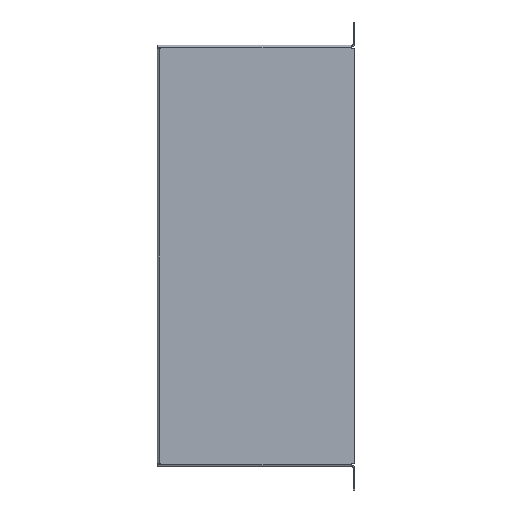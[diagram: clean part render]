
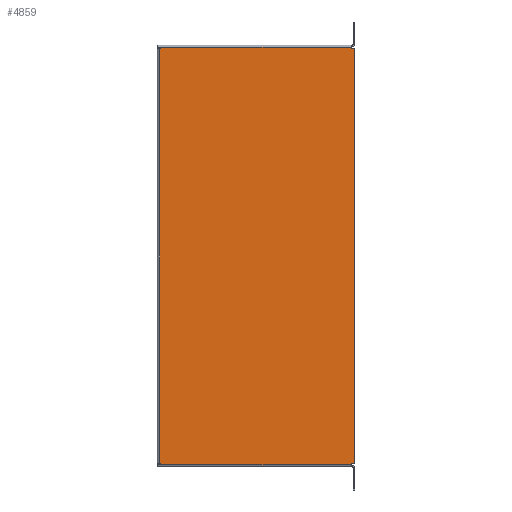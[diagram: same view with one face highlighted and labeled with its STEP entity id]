
A CAD part, front view. The second image highlights one B-rep face of the part: STEP entity #4859.
In plain terms, the highlighted planar face has unit normal (0, -1, 0).
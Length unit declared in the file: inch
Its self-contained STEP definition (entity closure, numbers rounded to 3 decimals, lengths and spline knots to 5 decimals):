
#13 = LINE ( 'NONE', #6846, #4463 ) ;
#84 = VECTOR ( 'NONE', #3445, 39.37008 ) ;
#130 = EDGE_CURVE ( 'NONE', #9485, #4861, #9332, .T. ) ;
#179 = CARTESIAN_POINT ( 'NONE',  ( 0., 0., 8.471 ) ) ;
#267 = VECTOR ( 'NONE', #1190, 39.37008 ) ;
#299 = LINE ( 'NONE', #4979, #1485 ) ;
#300 = DIRECTION ( 'NONE',  ( -1., 0., 0. ) ) ;
#374 = DIRECTION ( 'NONE',  ( 1., 0., 0. ) ) ;
#389 = DIRECTION ( 'NONE',  ( -1., 0., 0. ) ) ;
#390 = CARTESIAN_POINT ( 'NONE',  ( 0.119, 0., -8.42 ) ) ;
#422 = DIRECTION ( 'NONE',  ( -1., 0., 0. ) ) ;
#472 = CARTESIAN_POINT ( 'NONE',  ( 8., 0., 8.45 ) ) ;
#489 = ORIENTED_EDGE ( 'NONE', *, *, #6420, .T. ) ;
#650 = VERTEX_POINT ( 'NONE', #777 ) ;
#676 = VECTOR ( 'NONE', #8673, 39.37008 ) ;
#777 = CARTESIAN_POINT ( 'NONE',  ( 0.119, 0., 8.45 ) ) ;
#801 = CARTESIAN_POINT ( 'NONE',  ( 0., 0., -8.471 ) ) ;
#819 = DIRECTION ( 'NONE',  ( 1., 0., 0. ) ) ;
#881 = CARTESIAN_POINT ( 'NONE',  ( 7.875, 0., -8.471 ) ) ;
#882 = VECTOR ( 'NONE', #374, 39.37008 ) ;
#1035 = CARTESIAN_POINT ( 'NONE',  ( 0.119, 0., -8.45 ) ) ;
#1076 = EDGE_CURVE ( 'NONE', #3854, #2047, #5711, .T. ) ;
#1118 = ORIENTED_EDGE ( 'NONE', *, *, #6083, .F. ) ;
#1190 = DIRECTION ( 'NONE',  ( 0., 0., -1. ) ) ;
#1236 = EDGE_CURVE ( 'NONE', #7203, #8363, #299, .T. ) ;
#1263 = LINE ( 'NONE', #4313, #6406 ) ;
#1322 = ORIENTED_EDGE ( 'NONE', *, *, #3137, .F. ) ;
#1416 = VERTEX_POINT ( 'NONE', #8333 ) ;
#1485 = VECTOR ( 'NONE', #389, 39.37008 ) ;
#1516 = PLANE ( 'NONE',  #1539 ) ;
#1527 = ORIENTED_EDGE ( 'NONE', *, *, #5522, .T. ) ;
#1530 = VERTEX_POINT ( 'NONE', #7129 ) ;
#1539 = AXIS2_PLACEMENT_3D ( 'NONE', #5358, #7740, #6874 ) ;
#1654 = ORIENTED_EDGE ( 'NONE', *, *, #1076, .F. ) ;
#1833 = CARTESIAN_POINT ( 'NONE',  ( 7.875, 0., -8.471 ) ) ;
#1861 = EDGE_CURVE ( 'NONE', #4909, #1416, #6973, .T. ) ;
#1944 = LINE ( 'NONE', #6692, #9143 ) ;
#2047 = VERTEX_POINT ( 'NONE', #7374 ) ;
#2070 = CARTESIAN_POINT ( 'NONE',  ( 8., 0., 8.435 ) ) ;
#2086 = ORIENTED_EDGE ( 'NONE', *, *, #7032, .F. ) ;
#2298 = DIRECTION ( 'NONE',  ( 0., 0., -1. ) ) ;
#2463 = CARTESIAN_POINT ( 'NONE',  ( 0.119, 0., 8.56 ) ) ;
#2563 = ORIENTED_EDGE ( 'NONE', *, *, #5666, .F. ) ;
#2651 = CARTESIAN_POINT ( 'NONE',  ( 0.119, 0., 8.56 ) ) ;
#2920 = EDGE_CURVE ( 'NONE', #2047, #8231, #1263, .T. ) ;
#3008 = LINE ( 'NONE', #8411, #5466 ) ;
#3115 = LINE ( 'NONE', #2463, #3984 ) ;
#3137 = EDGE_CURVE ( 'NONE', #1530, #4988, #8814, .T. ) ;
#3180 = CARTESIAN_POINT ( 'NONE',  ( 8., 0., 8.56 ) ) ;
#3203 = CARTESIAN_POINT ( 'NONE',  ( 7.875, 0., -8.56 ) ) ;
#3225 = CARTESIAN_POINT ( 'NONE',  ( 8., 0., 8.42 ) ) ;
#3274 = EDGE_CURVE ( 'NONE', #4909, #8363, #13, .T. ) ;
#3445 = DIRECTION ( 'NONE',  ( 0., 0., -1. ) ) ;
#3674 = CARTESIAN_POINT ( 'NONE',  ( 0., 0., 8.45 ) ) ;
#3854 = VERTEX_POINT ( 'NONE', #8953 ) ;
#3873 = FACE_OUTER_BOUND ( 'NONE', #9802, .T. ) ;
#3915 = DIRECTION ( 'NONE',  ( 0., 0., 1. ) ) ;
#3984 = VECTOR ( 'NONE', #3915, 39.37008 ) ;
#4121 = EDGE_CURVE ( 'NONE', #4988, #7203, #7966, .T. ) ;
#4313 = CARTESIAN_POINT ( 'NONE',  ( 7.875, 0., 8.435 ) ) ;
#4463 = VECTOR ( 'NONE', #5464, 39.37008 ) ;
#4603 = ORIENTED_EDGE ( 'NONE', *, *, #1236, .F. ) ;
#4622 = ORIENTED_EDGE ( 'NONE', *, *, #2920, .F. ) ;
#4673 = ORIENTED_EDGE ( 'NONE', *, *, #1861, .F. ) ;
#4859 = ADVANCED_FACE ( 'NONE', ( #3873 ), #1516, .F. ) ;
#4861 = VERTEX_POINT ( 'NONE', #881 ) ;
#4909 = VERTEX_POINT ( 'NONE', #7590 ) ;
#4948 = CARTESIAN_POINT ( 'NONE',  ( 7.875, 0., 8.56 ) ) ;
#4979 = CARTESIAN_POINT ( 'NONE',  ( 8., 0., -8.42 ) ) ;
#4988 = VERTEX_POINT ( 'NONE', #1035 ) ;
#4991 = DIRECTION ( 'NONE',  ( 1., 0., 0. ) ) ;
#5329 = DIRECTION ( 'NONE',  ( 0., 0., -1. ) ) ;
#5358 = CARTESIAN_POINT ( 'NONE',  ( 8., 0., 8.56 ) ) ;
#5464 = DIRECTION ( 'NONE',  ( 0., 0., -1. ) ) ;
#5466 = VECTOR ( 'NONE', #2298, 39.37008 ) ;
#5522 = EDGE_CURVE ( 'NONE', #1530, #7956, #5893, .T. ) ;
#5645 = VECTOR ( 'NONE', #819, 39.37008 ) ;
#5666 = EDGE_CURVE ( 'NONE', #4861, #7956, #7555, .T. ) ;
#5711 = LINE ( 'NONE', #4948, #267 ) ;
#5784 = VECTOR ( 'NONE', #7873, 39.37008 ) ;
#5798 = VERTEX_POINT ( 'NONE', #3674 ) ;
#5847 = VECTOR ( 'NONE', #5329, 39.37008 ) ;
#5893 = LINE ( 'NONE', #8859, #84 ) ;
#6083 = EDGE_CURVE ( 'NONE', #7709, #3854, #8725, .T. ) ;
#6228 = ORIENTED_EDGE ( 'NONE', *, *, #6293, .T. ) ;
#6293 = EDGE_CURVE ( 'NONE', #7709, #5798, #3008, .T. ) ;
#6306 = CARTESIAN_POINT ( 'NONE',  ( 8., 0., -8.45 ) ) ;
#6360 = LINE ( 'NONE', #472, #7644 ) ;
#6406 = VECTOR ( 'NONE', #8882, 39.37008 ) ;
#6420 = EDGE_CURVE ( 'NONE', #9485, #8391, #1944, .T. ) ;
#6551 = CARTESIAN_POINT ( 'NONE',  ( 7.875, 0., -8.435 ) ) ;
#6692 = CARTESIAN_POINT ( 'NONE',  ( 7.875, 0., -8.435 ) ) ;
#6846 = CARTESIAN_POINT ( 'NONE',  ( 0.089, 0., 8.42 ) ) ;
#6874 = DIRECTION ( 'NONE',  ( 0., 0., 1. ) ) ;
#6973 = LINE ( 'NONE', #3225, #5645 ) ;
#7018 = CARTESIAN_POINT ( 'NONE',  ( 0.089, 0., -8.42 ) ) ;
#7032 = EDGE_CURVE ( 'NONE', #8231, #8391, #7795, .T. ) ;
#7071 = CARTESIAN_POINT ( 'NONE',  ( 0., 0., 8.471 ) ) ;
#7129 = CARTESIAN_POINT ( 'NONE',  ( 0., 0., -8.45 ) ) ;
#7144 = ORIENTED_EDGE ( 'NONE', *, *, #4121, .F. ) ;
#7203 = VERTEX_POINT ( 'NONE', #390 ) ;
#7374 = CARTESIAN_POINT ( 'NONE',  ( 7.875, 0., 8.435 ) ) ;
#7461 = ORIENTED_EDGE ( 'NONE', *, *, #130, .F. ) ;
#7555 = LINE ( 'NONE', #1833, #9642 ) ;
#7590 = CARTESIAN_POINT ( 'NONE',  ( 0.089, 0., 8.42 ) ) ;
#7644 = VECTOR ( 'NONE', #422, 39.37008 ) ;
#7709 = VERTEX_POINT ( 'NONE', #179 ) ;
#7740 = DIRECTION ( 'NONE',  ( 0., 1., 0. ) ) ;
#7753 = EDGE_CURVE ( 'NONE', #1416, #650, #3115, .T. ) ;
#7783 = CARTESIAN_POINT ( 'NONE',  ( 8., 0., -8.435 ) ) ;
#7795 = LINE ( 'NONE', #3180, #9697 ) ;
#7873 = DIRECTION ( 'NONE',  ( 1., 0., 0. ) ) ;
#7881 = EDGE_CURVE ( 'NONE', #650, #5798, #6360, .T. ) ;
#7956 = VERTEX_POINT ( 'NONE', #801 ) ;
#7966 = LINE ( 'NONE', #2651, #676 ) ;
#8231 = VERTEX_POINT ( 'NONE', #2070 ) ;
#8333 = CARTESIAN_POINT ( 'NONE',  ( 0.119, 0., 8.42 ) ) ;
#8363 = VERTEX_POINT ( 'NONE', #7018 ) ;
#8391 = VERTEX_POINT ( 'NONE', #7783 ) ;
#8411 = CARTESIAN_POINT ( 'NONE',  ( 0., 0., 8.56 ) ) ;
#8520 = ORIENTED_EDGE ( 'NONE', *, *, #3274, .T. ) ;
#8673 = DIRECTION ( 'NONE',  ( 0., 0., 1. ) ) ;
#8725 = LINE ( 'NONE', #7071, #882 ) ;
#8814 = LINE ( 'NONE', #6306, #5784 ) ;
#8859 = CARTESIAN_POINT ( 'NONE',  ( 0., 0., 8.56 ) ) ;
#8882 = DIRECTION ( 'NONE',  ( 1., 0., 0. ) ) ;
#8953 = CARTESIAN_POINT ( 'NONE',  ( 7.875, 0., 8.471 ) ) ;
#9143 = VECTOR ( 'NONE', #4991, 39.37008 ) ;
#9251 = DIRECTION ( 'NONE',  ( 0., 0., -1. ) ) ;
#9280 = ORIENTED_EDGE ( 'NONE', *, *, #7753, .F. ) ;
#9332 = LINE ( 'NONE', #3203, #5847 ) ;
#9449 = ORIENTED_EDGE ( 'NONE', *, *, #7881, .F. ) ;
#9485 = VERTEX_POINT ( 'NONE', #6551 ) ;
#9642 = VECTOR ( 'NONE', #300, 39.37008 ) ;
#9697 = VECTOR ( 'NONE', #9251, 39.37008 ) ;
#9802 = EDGE_LOOP ( 'NONE', ( #9449, #9280, #4673, #8520, #4603, #7144, #1322, #1527, #2563, #7461, #489, #2086, #4622, #1654, #1118, #6228 ) ) ;
